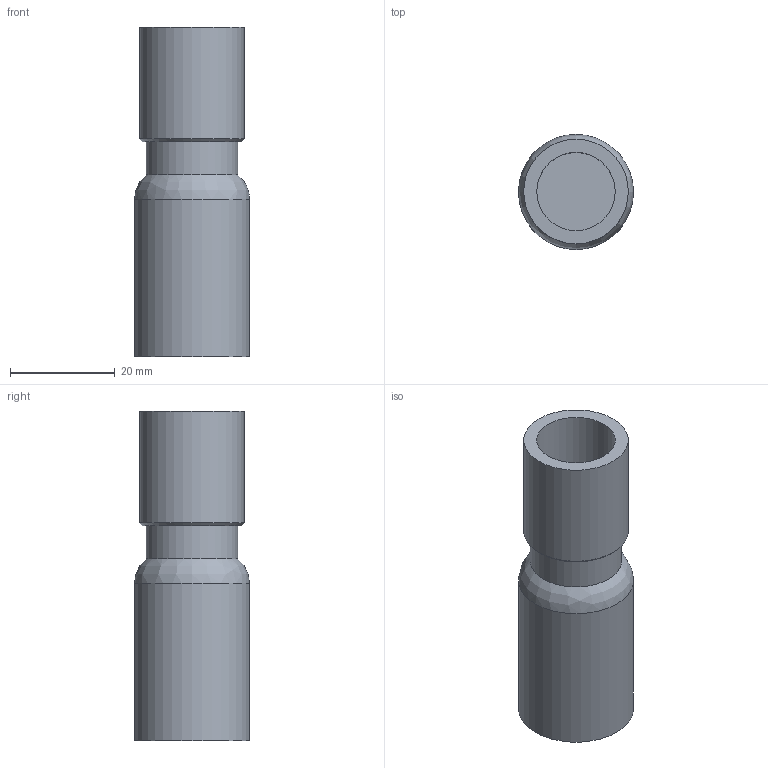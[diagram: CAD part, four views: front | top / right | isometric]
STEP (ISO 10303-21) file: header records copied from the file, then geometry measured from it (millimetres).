
FILE_DESCRIPTION( ( 'Unknown' ), '1' );
FILE_NAME( 'F14DN15-22.stp', 'Unknown', ( 'Unknown' ), ( 'Unknown' ), 'PSStep 14.0', 'Unknown', ' ' );
FILE_SCHEMA( ( 'AUTOMOTIVE_DESIGN { 1 0 10303 214 1 1 1 1 }' ) );
Length unit declared in the file: millimetre
Products named in the file (1): 1
Bounding box: 22 x 22 x 63 mm (x, y, z)
Volume: 7231.3 mm3; surface area: 8102.1 mm2
Topology: 1 solids, 1 shells, 15 faces, 28 edges, 18 vertices
Faces by surface type: cylinder 6, plane 5, torus 2, bspline 1, cone 1
Full cylindrical faces by diameter (mm): 14.5 x1, 15 x1, 17.5 x1, 19 x1, 20 x1, 22 x1
Entity records: 453 total; most frequent: CARTESIAN_POINT 71, DIRECTION 58, AXIS2_PLACEMENT_3D 29, EDGE_LOOP 28, ORIENTED_EDGE 28, FACE_OUTER_BOUND 24, STYLED_ITEM 15, PRESENTATION_STYLE_ASSIGNMENT 15
